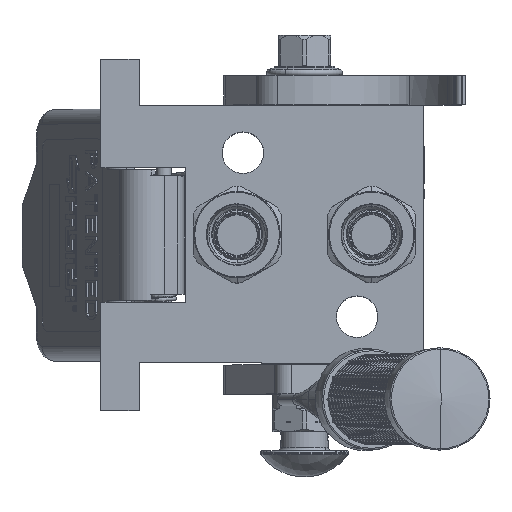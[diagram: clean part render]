
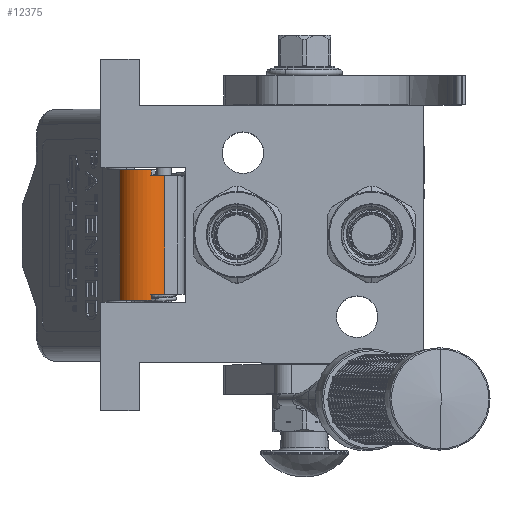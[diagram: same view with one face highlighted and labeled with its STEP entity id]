
A CAD part, top view. The second image highlights one B-rep face of the part: STEP entity #12375.
In plain terms, the highlighted cylindrical face has radius 9.5 mm (diameter 19 mm), a partial arc.
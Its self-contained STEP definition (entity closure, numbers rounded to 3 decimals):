
#782 = DIRECTION ( 'NONE',  ( 0., 0.158, -0.987 ) ) ;
#2526 = ORIENTED_EDGE ( 'NONE', *, *, #10263, .F. ) ;
#2803 = CARTESIAN_POINT ( 'NONE',  ( -20.25, -5.154, -56.269 ) ) ;
#6028 = LINE ( 'NONE', #102818, #17264 ) ;
#6249 = EDGE_CURVE ( 'NONE', #11789, #92400, #102710, .T. ) ;
#10263 = EDGE_CURVE ( 'NONE', #112784, #68002, #6028, .T. ) ;
#10715 = ORIENTED_EDGE ( 'NONE', *, *, #11058, .T. ) ;
#11058 = EDGE_CURVE ( 'NONE', #57856, #39551, #80158, .T. ) ;
#11232 = CARTESIAN_POINT ( 'NONE',  ( -22.25, -1.5, -47.5 ) ) ;
#11789 = VERTEX_POINT ( 'NONE', #140887 ) ;
#12375 = ADVANCED_FACE ( 'NONE', ( #177002 ), #29994, .T. ) ;
#14783 = ORIENTED_EDGE ( 'NONE', *, *, #153603, .T. ) ;
#15514 = ORIENTED_EDGE ( 'NONE', *, *, #134768, .F. ) ;
#15914 = CARTESIAN_POINT ( 'NONE',  ( -22.25, -1.5, -47.5 ) ) ;
#17264 = VECTOR ( 'NONE', #116104, 1000. ) ;
#22025 = AXIS2_PLACEMENT_3D ( 'NONE', #34492, #164601, #151253 ) ;
#29994 = CYLINDRICAL_SURFACE ( 'NONE', #60256, 9.5 ) ;
#30223 = LINE ( 'NONE', #2803, #113734 ) ;
#34492 = CARTESIAN_POINT ( 'NONE',  ( 22.25, -1.5, -47.5 ) ) ;
#37186 = EDGE_CURVE ( 'NONE', #175370, #39551, #118835, .T. ) ;
#38109 = ORIENTED_EDGE ( 'NONE', *, *, #64612, .F. ) ;
#39551 = VERTEX_POINT ( 'NONE', #93778 ) ;
#53455 = AXIS2_PLACEMENT_3D ( 'NONE', #160705, #177127, #74172 ) ;
#56734 = DIRECTION ( 'NONE',  ( 1., 0., 0. ) ) ;
#56770 = DIRECTION ( 'NONE',  ( -1., 0., 0. ) ) ;
#57856 = VERTEX_POINT ( 'NONE', #84198 ) ;
#59529 = DIRECTION ( 'NONE',  ( 1., 0., 0. ) ) ;
#60256 = AXIS2_PLACEMENT_3D ( 'NONE', #11232, #56770, #84534 ) ;
#64612 = EDGE_CURVE ( 'NONE', #57856, #164304, #30223, .T. ) ;
#65731 = ORIENTED_EDGE ( 'NONE', *, *, #114288, .F. ) ;
#66410 = CARTESIAN_POINT ( 'NONE',  ( 22.25, 8., -47.5 ) ) ;
#68002 = VERTEX_POINT ( 'NONE', #156776 ) ;
#68396 = CIRCLE ( 'NONE', #53455, 9.5 ) ;
#70425 = CARTESIAN_POINT ( 'NONE',  ( 20.25, -5.154, -56.269 ) ) ;
#70576 = CARTESIAN_POINT ( 'NONE',  ( -20.25, -1.5, -47.5 ) ) ;
#71542 = ORIENTED_EDGE ( 'NONE', *, *, #37186, .F. ) ;
#74172 = DIRECTION ( 'NONE',  ( 0., -0.385, -0.923 ) ) ;
#79887 = CIRCLE ( 'NONE', #22025, 9.5 ) ;
#80158 = CIRCLE ( 'NONE', #148497, 9.5 ) ;
#84198 = CARTESIAN_POINT ( 'NONE',  ( -20.25, -5.154, -56.269 ) ) ;
#84534 = DIRECTION ( 'NONE',  ( 0., -1., 0. ) ) ;
#90332 = AXIS2_PLACEMENT_3D ( 'NONE', #15914, #59529, #782 ) ;
#92400 = VERTEX_POINT ( 'NONE', #66410 ) ;
#93778 = CARTESIAN_POINT ( 'NONE',  ( -20.25, 0., -56.881 ) ) ;
#102028 = EDGE_LOOP ( 'NONE', ( #38109, #10715, #71542, #14783, #150221, #15514, #2526, #65731 ) ) ;
#102710 = LINE ( 'NONE', #126161, #136630 ) ;
#102818 = CARTESIAN_POINT ( 'NONE',  ( 20.25, 0., -56.881 ) ) ;
#103033 = VECTOR ( 'NONE', #168334, 1000. ) ;
#103379 = CIRCLE ( 'NONE', #90332, 9.5 ) ;
#107122 = CARTESIAN_POINT ( 'NONE',  ( 20.25, 0., -56.881 ) ) ;
#112784 = VERTEX_POINT ( 'NONE', #107122 ) ;
#113734 = VECTOR ( 'NONE', #161998, 1000. ) ;
#114288 = EDGE_CURVE ( 'NONE', #164304, #112784, #68396, .T. ) ;
#116104 = DIRECTION ( 'NONE',  ( 1., 0., 0. ) ) ;
#118835 = LINE ( 'NONE', #141097, #103033 ) ;
#126161 = CARTESIAN_POINT ( 'NONE',  ( -22.25, 8., -47.5 ) ) ;
#134768 = EDGE_CURVE ( 'NONE', #68002, #92400, #79887, .T. ) ;
#136050 = CARTESIAN_POINT ( 'NONE',  ( -22.25, 0., -56.881 ) ) ;
#136630 = VECTOR ( 'NONE', #169163, 1000. ) ;
#140887 = CARTESIAN_POINT ( 'NONE',  ( -22.25, 8., -47.5 ) ) ;
#141097 = CARTESIAN_POINT ( 'NONE',  ( -22.25, 0., -56.881 ) ) ;
#142568 = DIRECTION ( 'NONE',  ( 0., -0.385, -0.923 ) ) ;
#148497 = AXIS2_PLACEMENT_3D ( 'NONE', #70576, #56734, #142568 ) ;
#150221 = ORIENTED_EDGE ( 'NONE', *, *, #6249, .T. ) ;
#151253 = DIRECTION ( 'NONE',  ( 0., 0.158, -0.987 ) ) ;
#153603 = EDGE_CURVE ( 'NONE', #175370, #11789, #103379, .T. ) ;
#156776 = CARTESIAN_POINT ( 'NONE',  ( 22.25, 0., -56.881 ) ) ;
#160705 = CARTESIAN_POINT ( 'NONE',  ( 20.25, -1.5, -47.5 ) ) ;
#161998 = DIRECTION ( 'NONE',  ( 1., 0., 0. ) ) ;
#164304 = VERTEX_POINT ( 'NONE', #70425 ) ;
#164601 = DIRECTION ( 'NONE',  ( 1., 0., 0. ) ) ;
#168334 = DIRECTION ( 'NONE',  ( 1., 0., 0. ) ) ;
#169163 = DIRECTION ( 'NONE',  ( 1., 0., 0. ) ) ;
#175370 = VERTEX_POINT ( 'NONE', #136050 ) ;
#177002 = FACE_OUTER_BOUND ( 'NONE', #102028, .T. ) ;
#177127 = DIRECTION ( 'NONE',  ( 1., 0., 0. ) ) ;
